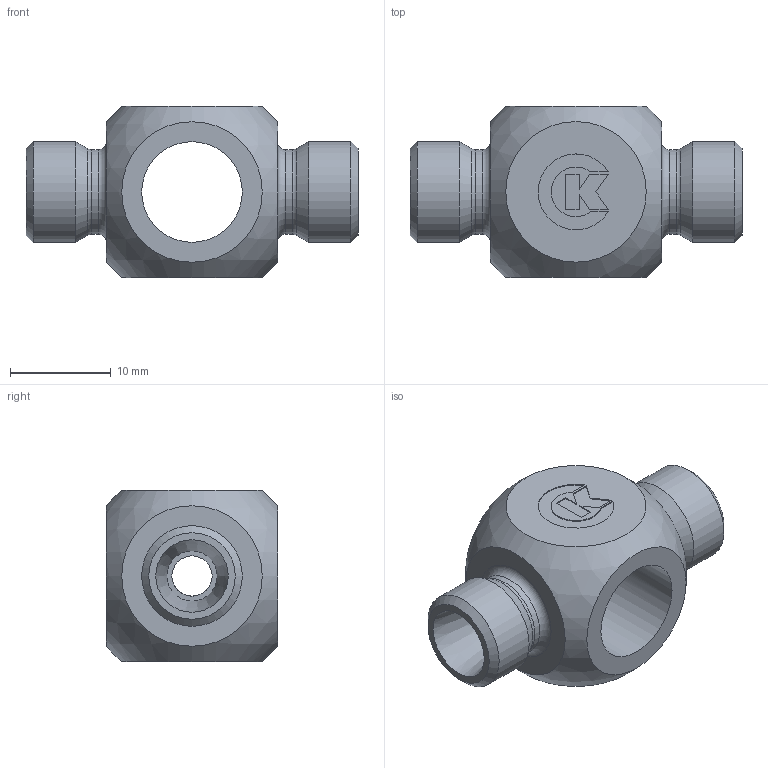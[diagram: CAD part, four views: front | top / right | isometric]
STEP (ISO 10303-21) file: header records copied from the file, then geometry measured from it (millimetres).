
FILE_DESCRIPTION((''),'2;1');
FILE_NAME('74762205.stp','2014-10-24T15:57:46',(''),('KNOMI spol. s r. o.'),'Autodesk Inventor 2012','Autodesk Inventor 2012','');
FILE_SCHEMA(('AUTOMOTIVE_DESIGN { 1 2 10303 214 0 1 1 1 }'));
Length unit declared in the file: millimetre
Products named in the file (1): Oko T st.příp.kuž.M10x1 Tr05
Bounding box: 33 x 17 x 17 mm (x, y, z)
Volume: 3693 mm3; surface area: 2611.9 mm2
Topology: 1 solids, 2 shells, 88 faces, 206 edges, 136 vertices
Faces by surface type: plane 62, cylinder 15, cone 6, torus 4, sphere 1
Full cylindrical faces by diameter (mm): 4 x2, 5 x2, 8.4 x2, 10 x3
Entity records: 2424 total; most frequent: CARTESIAN_POINT 459, DIRECTION 402, ORIENTED_EDGE 352, EDGE_CURVE 176, AXIS2_PLACEMENT_3D 139, EDGE_LOOP 130, VERTEX_POINT 128, VECTOR 124
